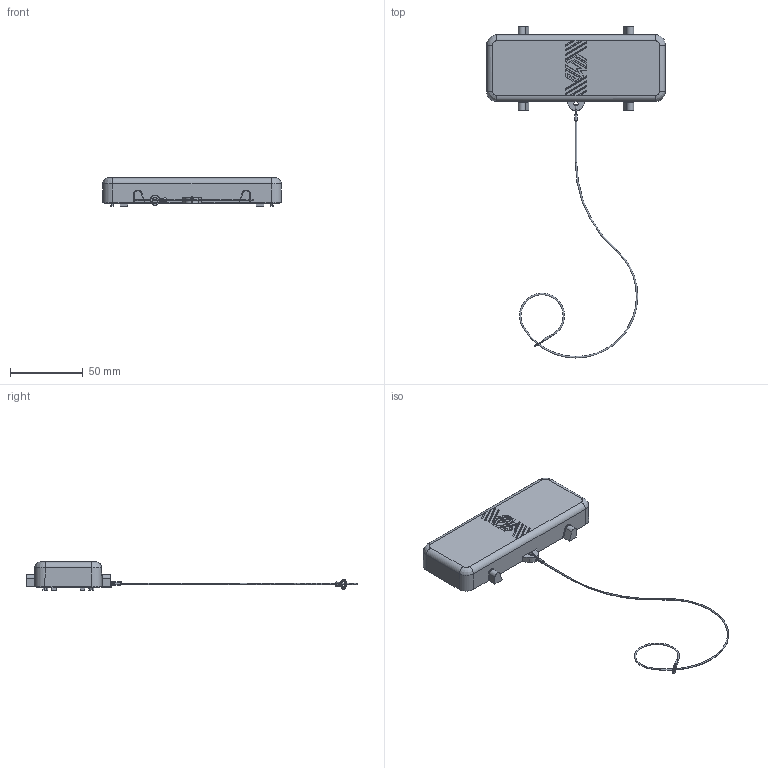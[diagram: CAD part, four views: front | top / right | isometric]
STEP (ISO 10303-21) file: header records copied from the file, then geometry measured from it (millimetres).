
FILE_DESCRIPTION(('Creo Elements/Direct Modeling STEP Export'),'2;1');
FILE_NAME('37jbk2e5h15jrat2644','2022-02-02T11:15:26',(''),(''),'Creo Elements/Direct Modeling STEP processor for AP214 (Solid Model)','Creo Elements/Direct Modeling 20.1B 02-Apr-2019 (C) Parametric Technology GmbH','');
FILE_SCHEMA(('AUTOMOTIVE_DESIGN { 1 0 10303 214 1 1 1 1 }'));
Length unit declared in the file: millimetre
Products named in the file (2): TCHC_24_S
Assembly tree (1 placements, depth 2):
  TCHC_24_S
    TCHC_24_S
Bounding box: 122.99 x 228.27 x 19.65 mm (x, y, z)
Volume: 52154.8 mm3; surface area: 22038.9 mm2
Topology: 1 solids, 1 shells, 282 faces, 755 edges, 488 vertices
Faces by surface type: plane 120, cylinder 114, cone 16, torus 16, bspline 8, extrusion 8
Entity records: 11925 total; most frequent: CARTESIAN_POINT 4574, ORIENTED_EDGE 1508, DIRECTION 1330, EDGE_CURVE 753, VERTEX_POINT 487, VECTOR 486, LINE 478, AXIS2_PLACEMENT_3D 422
